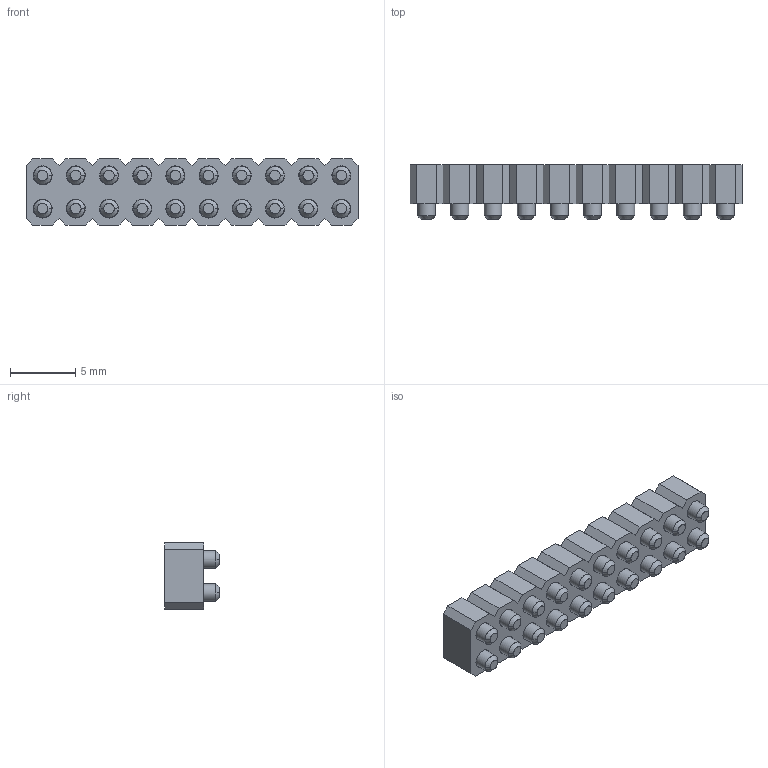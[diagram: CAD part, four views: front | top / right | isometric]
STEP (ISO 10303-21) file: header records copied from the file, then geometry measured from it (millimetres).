
FILE_DESCRIPTION( ('This file contains a STEP AP42 implementation' ,'as created by ZW3D STEP Interface translator.') ,'2;1' );
FILE_NAME( '3520-302XXMXX042X1.stp' ,'231016.142558', (''), ('ZWCAD Software Co.'), 'Version 1.0', 'ZW3D to STEP translator', '' );
FILE_SCHEMA(('AUTOMOTIVE_DESIGN { 1 0 10303 214 1 1 1 1 }'));
Length unit declared in the file: millimetre
Products named in the file (2): 0; 3520-30220MXX042X1.stpWZH
Bounding box: 25.4 x 4.2 x 5.08 mm (x, y, z)
Volume: 320.2 mm3; surface area: 1379.2 mm2
Topology: 1 solids, 41 shells, 1304 faces, 3266 edges, 2044 vertices
Faces by surface type: plane 524, cylinder 420, cone 360
Full cylindrical faces by diameter (mm): 1.09 x20, 1.35 x40, 1.45 x40, 1.8 x20, 1.88 x20
Entity records: 60550 total; most frequent: CARTESIAN_POINT 33885, ORIENTED_EDGE 6572, EDGE_CURVE 3206, DIRECTION 3174, B_SPLINE_CURVE_WITH_KNOTS 2922, VERTEX_POINT 2044, AXIS2_PLACEMENT_3D 1585, EDGE_LOOP 1444
